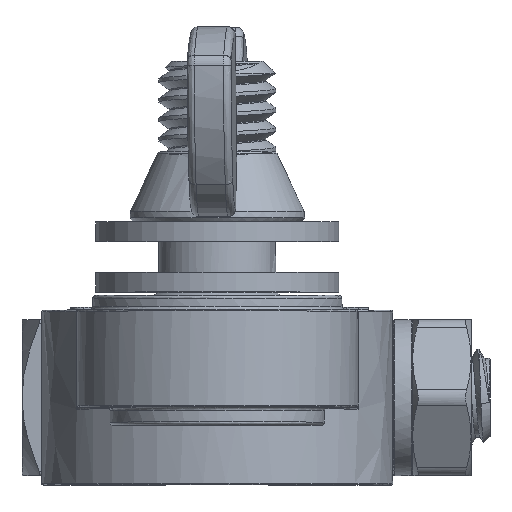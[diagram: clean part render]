
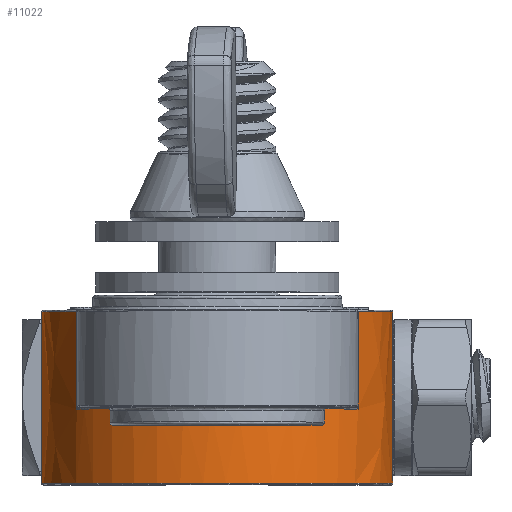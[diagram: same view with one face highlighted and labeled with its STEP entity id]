
A CAD part, top view. The second image highlights one B-rep face of the part: STEP entity #11022.
In plain terms, the highlighted free-form (B-spline) face has degree [2, 1] with [5, 2] control points.
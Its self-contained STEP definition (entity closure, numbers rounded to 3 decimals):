
#10534 = EDGE_CURVE('',#10535,#10537,#10539,.T.);
#10535 = VERTEX_POINT('',#10536);
#10536 = CARTESIAN_POINT('',(19.589,-9.577,
    -12.32));
#10537 = VERTEX_POINT('',#10538);
#10538 = CARTESIAN_POINT('',(19.589,9.577,
    -12.32));
#10539 = B_SPLINE_CURVE_WITH_KNOTS('',1,(#10540,#10541),.UNSPECIFIED.,
  .F.,.F.,(2,2),(0.127,14.097),.PIECEWISE_BEZIER_KNOTS.);
#10540 = CARTESIAN_POINT('',(19.589,-9.577,
    -12.32));
#10541 = CARTESIAN_POINT('',(19.589,9.577,
    -12.32));
#10954 = VERTEX_POINT('',#10955);
#10955 = CARTESIAN_POINT('',(-19.589,-9.577,
    -12.32));
#10960 = EDGE_CURVE('',#10954,#10961,#10963,.T.);
#10961 = VERTEX_POINT('',#10962);
#10962 = CARTESIAN_POINT('',(-19.589,9.577,
    -12.32));
#10963 = B_SPLINE_CURVE_WITH_KNOTS('',1,(#10964,#10965),.UNSPECIFIED.,
  .F.,.F.,(2,2),(0.127,14.097),.PIECEWISE_BEZIER_KNOTS.);
#10964 = CARTESIAN_POINT('',(-19.589,-9.577,
    -12.32));
#10965 = CARTESIAN_POINT('',(-19.589,9.577,
    -12.32));
#11022 = ADVANCED_FACE('',(#11023),#11071,.T.);
#11023 = FACE_BOUND('',#11024,.T.);
#11024 = EDGE_LOOP('',(#11025,#11033,#11040,#11048,#11055,#11061,#11062,
    #11070));
#11025 = ORIENTED_EDGE('',*,*,#11026,.T.);
#11026 = EDGE_CURVE('',#10537,#11027,#11029,.T.);
#11027 = VERTEX_POINT('',#11028);
#11028 = CARTESIAN_POINT('',(15.706,9.577,
    -0.612));
#11029 = ( BOUNDED_CURVE() B_SPLINE_CURVE(2,(#11030,#11031,#11032),
.UNSPECIFIED.,.F.,.F.) B_SPLINE_CURVE_WITH_KNOTS((3,3),(4.712,
5.353),.PIECEWISE_BEZIER_KNOTS.) CURVE() 
GEOMETRIC_REPRESENTATION_ITEM() RATIONAL_B_SPLINE_CURVE((1.,
0.949,1.)) REPRESENTATION_ITEM('') );
#11030 = CARTESIAN_POINT('',(19.589,9.577,
    -12.32));
#11031 = CARTESIAN_POINT('',(19.589,9.577,
    -5.822));
#11032 = CARTESIAN_POINT('',(15.706,9.577,
    -0.612));
#11033 = ORIENTED_EDGE('',*,*,#11034,.T.);
#11034 = EDGE_CURVE('',#11027,#11035,#11037,.T.);
#11035 = VERTEX_POINT('',#11036);
#11036 = CARTESIAN_POINT('',(15.706,-1.306,
    -0.612));
#11037 = B_SPLINE_CURVE_WITH_KNOTS('',1,(#11038,#11039),.UNSPECIFIED.,
  .F.,.F.,(2,2),(-14.097,-6.16),.PIECEWISE_BEZIER_KNOTS.);
#11038 = CARTESIAN_POINT('',(15.706,9.577,
    -0.612));
#11039 = CARTESIAN_POINT('',(15.706,-1.306,
    -0.612));
#11040 = ORIENTED_EDGE('',*,*,#11041,.T.);
#11041 = EDGE_CURVE('',#11035,#11042,#11044,.T.);
#11042 = VERTEX_POINT('',#11043);
#11043 = CARTESIAN_POINT('',(-15.706,-1.306,
    -0.612));
#11044 = ( BOUNDED_CURVE() B_SPLINE_CURVE(2,(#11045,#11046,#11047),
.UNSPECIFIED.,.F.,.F.) B_SPLINE_CURVE_WITH_KNOTS((3,3),(5.353,
7.213),.PIECEWISE_BEZIER_KNOTS.) CURVE() 
GEOMETRIC_REPRESENTATION_ITEM() RATIONAL_B_SPLINE_CURVE((1.,
0.598,1.)) REPRESENTATION_ITEM('') );
#11045 = CARTESIAN_POINT('',(15.706,-1.306,
    -0.612));
#11046 = CARTESIAN_POINT('',(0.,-1.306,
    20.458));
#11047 = CARTESIAN_POINT('',(-15.706,-1.306,
    -0.612));
#11048 = ORIENTED_EDGE('',*,*,#11049,.T.);
#11049 = EDGE_CURVE('',#11042,#11050,#11052,.T.);
#11050 = VERTEX_POINT('',#11051);
#11051 = CARTESIAN_POINT('',(-15.706,9.577,
    -0.612));
#11052 = B_SPLINE_CURVE_WITH_KNOTS('',1,(#11053,#11054),.UNSPECIFIED.,
  .F.,.F.,(2,2),(6.16,14.097),.PIECEWISE_BEZIER_KNOTS.);
#11053 = CARTESIAN_POINT('',(-15.706,-1.306,
    -0.612));
#11054 = CARTESIAN_POINT('',(-15.706,9.577,
    -0.612));
#11055 = ORIENTED_EDGE('',*,*,#11056,.T.);
#11056 = EDGE_CURVE('',#11050,#10961,#11057,.T.);
#11057 = ( BOUNDED_CURVE() B_SPLINE_CURVE(2,(#11058,#11059,#11060),
.UNSPECIFIED.,.F.,.F.) B_SPLINE_CURVE_WITH_KNOTS((3,3),(0.93,
1.571),.PIECEWISE_BEZIER_KNOTS.) CURVE() 
GEOMETRIC_REPRESENTATION_ITEM() RATIONAL_B_SPLINE_CURVE((1.,
0.949,1.)) REPRESENTATION_ITEM('') );
#11058 = CARTESIAN_POINT('',(-15.706,9.577,
    -0.612));
#11059 = CARTESIAN_POINT('',(-19.589,9.577,
    -5.822));
#11060 = CARTESIAN_POINT('',(-19.589,9.577,
    -12.32));
#11061 = ORIENTED_EDGE('',*,*,#10960,.F.);
#11062 = ORIENTED_EDGE('',*,*,#11063,.T.);
#11063 = EDGE_CURVE('',#10954,#10535,#11064,.T.);
#11064 = ( BOUNDED_CURVE() B_SPLINE_CURVE(2,(#11065,#11066,#11067,#11068
,#11069),.UNSPECIFIED.,.F.,.F.) B_SPLINE_CURVE_WITH_KNOTS((3,2,3),(
    4.712,6.283,7.854),
.PIECEWISE_BEZIER_KNOTS.) CURVE() GEOMETRIC_REPRESENTATION_ITEM() 
RATIONAL_B_SPLINE_CURVE((1.,0.707,1.,0.707,1.)) 
REPRESENTATION_ITEM('') );
#11065 = CARTESIAN_POINT('',(-19.589,-9.577,
    -12.32));
#11066 = CARTESIAN_POINT('',(-19.589,-9.577,
    7.27));
#11067 = CARTESIAN_POINT('',(0.,-9.577,
    7.27));
#11068 = CARTESIAN_POINT('',(19.589,-9.577,
    7.27));
#11069 = CARTESIAN_POINT('',(19.589,-9.577,
    -12.32));
#11070 = ORIENTED_EDGE('',*,*,#10534,.T.);
#11071 = ( BOUNDED_SURFACE() B_SPLINE_SURFACE(2,1,(
    (#11072,#11073)
    ,(#11074,#11075)
    ,(#11076,#11077)
    ,(#11078,#11079)
    ,(#11080,#11081
)),.UNSPECIFIED.,.F.,.F.,.F.) B_SPLINE_SURFACE_WITH_KNOTS((3,2,3),(2,2),
  (-1.571,0.,1.571),(0.127,14.097),
.PIECEWISE_BEZIER_KNOTS.) GEOMETRIC_REPRESENTATION_ITEM() 
RATIONAL_B_SPLINE_SURFACE((
    (1.,1.)
    ,(0.707,0.707)
    ,(1.,1.)
    ,(0.707,0.707)
,(1.,1.))) REPRESENTATION_ITEM('') SURFACE() );
#11072 = CARTESIAN_POINT('',(-19.589,-9.577,
    -12.32));
#11073 = CARTESIAN_POINT('',(-19.589,9.577,
    -12.32));
#11074 = CARTESIAN_POINT('',(-19.589,-9.577,
    7.27));
#11075 = CARTESIAN_POINT('',(-19.589,9.577,
    7.27));
#11076 = CARTESIAN_POINT('',(0.,-9.577,
    7.27));
#11077 = CARTESIAN_POINT('',(0.,9.577,
    7.27));
#11078 = CARTESIAN_POINT('',(19.589,-9.577,
    7.27));
#11079 = CARTESIAN_POINT('',(19.589,9.577,
    7.27));
#11080 = CARTESIAN_POINT('',(19.589,-9.577,
    -12.32));
#11081 = CARTESIAN_POINT('',(19.589,9.577,
    -12.32));
